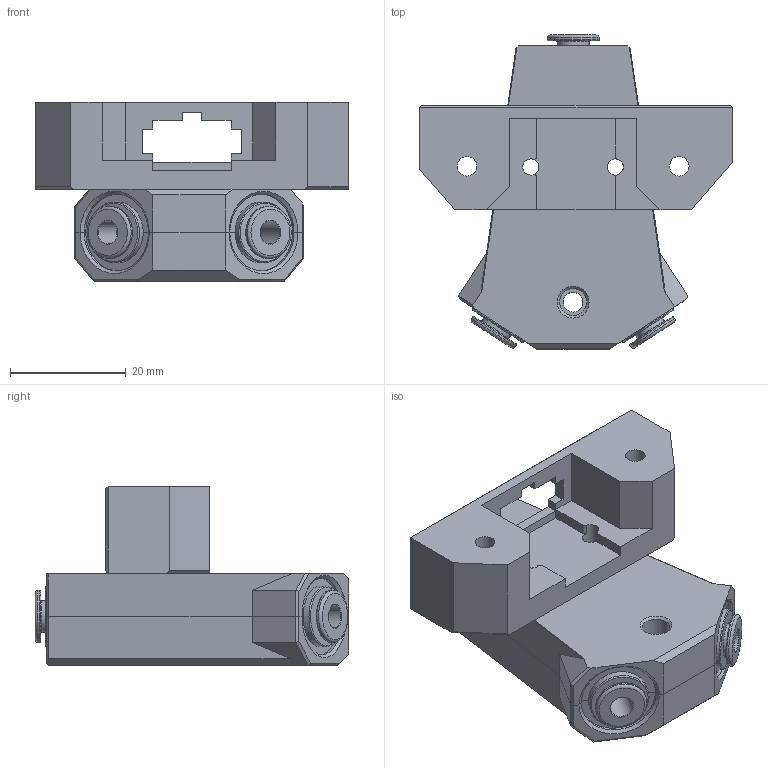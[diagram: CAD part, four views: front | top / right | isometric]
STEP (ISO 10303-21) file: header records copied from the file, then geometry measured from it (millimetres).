
FILE_DESCRIPTION(/* description */ ('','CAx-IF Rec.Pracs.---Representation and Presentation of Product Manufacturing Information (PMI)---4.0---2014-10-13'),/* implementation_level */ '2;1');
FILE_NAME(/* name */ 'Bowden_Splitter.step',/* time_stamp */ '2025-03-10T14:57:46-07:00',/* author */ (''),/* organization */ (''),/* preprocessor_version */ 'ST-DEVELOPER v20',/* originating_system */ 'Autodesk Translation Framework v13.20.0.188',/* authorisation */ '');
FILE_SCHEMA (('AP242_MANAGED_MODEL_BASED_3D_ENGINEERING_MIM_LF { 1 0 10303 442 1 1 4 }'));
Length unit declared in the file: millimetre
Products named in the file (13): Bowden_Splitter; Splitter_hardware; ECAS Bowden Collet (1); ECAS Bowden Collet (1)_1; ECAS Bowden Collet (1)_2; Plunger (1) (1); Collet Body (1) (1); Rubber Seal (1); Seal Retainer (1) (1); Grab Ring (1) (1); rear_cover; v0_frame_mount; mid_body
Assembly tree (22 placements, depth 4):
  Bowden_Splitter
    Splitter_hardware
      ECAS Bowden Collet (1)
        Plunger (1) (1)
        Collet Body (1) (1)
        Rubber Seal (1)
        Seal Retainer (1) (1)
        Grab Ring (1) (1)
      ECAS Bowden Collet (1)_1
        Plunger (1) (1)
        Collet Body (1) (1)
        Rubber Seal (1)
        Seal Retainer (1) (1)
        Grab Ring (1) (1)
      ECAS Bowden Collet (1)_2
        Plunger (1) (1)
        Collet Body (1) (1)
        Rubber Seal (1)
        Seal Retainer (1) (1)
        Grab Ring (1) (1)
    rear_cover
    v0_frame_mount
    mid_body
Bounding box: 54 x 54.2 x 30.95 mm (x, y, z)
Volume: 29651.7 mm3; surface area: 16285 mm2
Topology: 18 solids, 18 shells, 1002 faces, 2670 edges, 1725 vertices
Faces by surface type: plane 461, cylinder 335, torus 103, cone 95, bspline 8
Full cylindrical faces by diameter (mm): 2.8 x2, 3.4 x8, 4 x6, 4.7 x1, 5.5 x9, 6 x11, 6.119 x3, 6.5 x6, 6.8 x3, 7.7 x3, 8 x12, 8.47 x3, 9 x3, 10.45 x3
Entity records: 16524 total; most frequent: CARTESIAN_POINT 3823, DIRECTION 2638, ORIENTED_EDGE 2592, EDGE_CURVE 1296, AXIS2_PLACEMENT_3D 950, VERTEX_POINT 835, LINE 738, VECTOR 738
